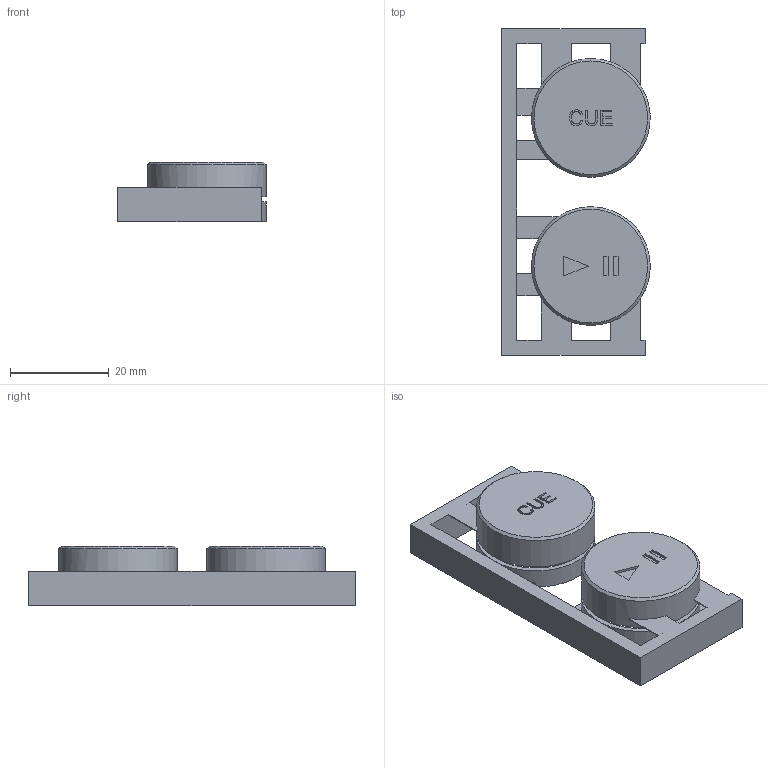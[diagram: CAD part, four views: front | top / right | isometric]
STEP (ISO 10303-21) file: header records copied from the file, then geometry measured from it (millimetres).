
FILE_DESCRIPTION(/* description */ (''),/* implementation_level */ '2;1');
FILE_NAME(/* name */ 'play btn v8.step',/* time_stamp */ '2021-07-18T23:08:47+02:00',/* author */ (''),/* organization */ (''),/* preprocessor_version */ 'ST-DEVELOPER v18.1',/* originating_system */ 'Autodesk Translation Framework v10.9.0.1377',/* authorisation */ '');
FILE_SCHEMA (('AUTOMOTIVE_DESIGN { 1 0 10303 214 3 1 1 }'));
Length unit declared in the file: millimetre
Products named in the file (1): play btn
Bounding box: 30 x 66 x 12 mm (x, y, z)
Volume: 6215.4 mm3; surface area: 8421 mm2
Topology: 1 solids, 1 shells, 134 faces, 370 edges, 246 vertices
Faces by surface type: plane 89, bspline 31, cylinder 12, cone 2
Full cylindrical faces by diameter (mm): 8 x2, 10 x2, 22 x4, 24 x4
Entity records: 4358 total; most frequent: CARTESIAN_POINT 1030, ORIENTED_EDGE 740, DIRECTION 562, EDGE_CURVE 370, LINE 262, VECTOR 262, VERTEX_POINT 246, EDGE_LOOP 158
